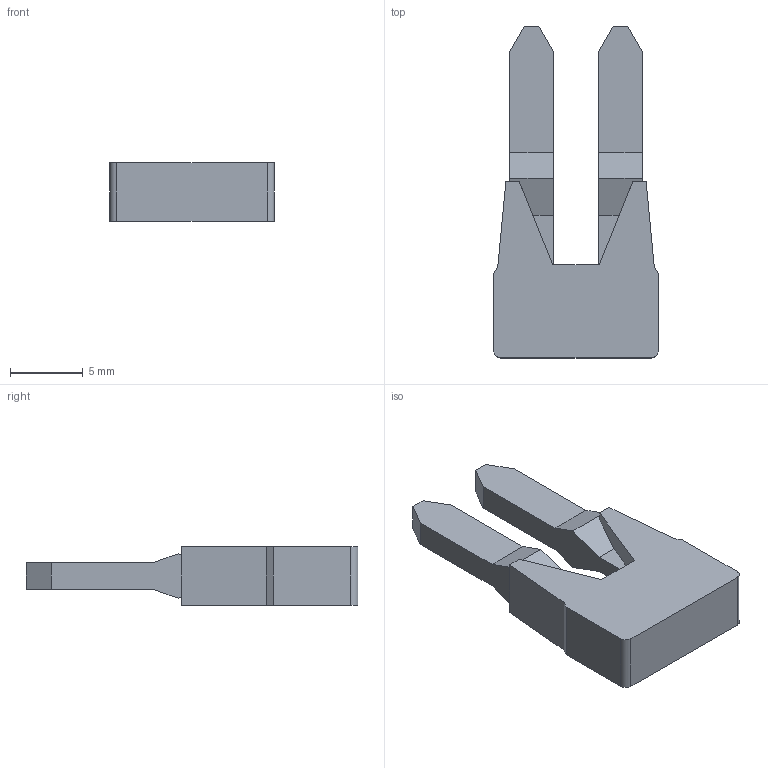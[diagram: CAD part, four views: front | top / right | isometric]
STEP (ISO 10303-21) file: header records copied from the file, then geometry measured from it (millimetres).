
FILE_DESCRIPTION((''),'2;1');
FILE_NAME('17211_SQI_4_2','2023-02-10T',('Andreas Nolte'),(''),'CREO PARAMETRIC BY PTC INC, 2017300','CREO PARAMETRIC BY PTC INC, 2017300','');
FILE_SCHEMA(('CONFIG_CONTROL_DESIGN'));
Length unit declared in the file: millimetre
Products named in the file (1): 17211_SQI_4_2
Bounding box: 11.3 x 22.78 x 4 mm (x, y, z)
Volume: 536.3 mm3; surface area: 641.5 mm2
Topology: 1 solids, 1 shells, 44 faces, 126 edges, 84 vertices
Faces by surface type: plane 42, cylinder 2
Entity records: 1494 total; most frequent: CARTESIAN_POINT 254, ORIENTED_EDGE 252, DIRECTION 218, EDGE_CURVE 126, VECTOR 122, LINE 122, VERTEX_POINT 84, AXIS2_PLACEMENT_3D 48
